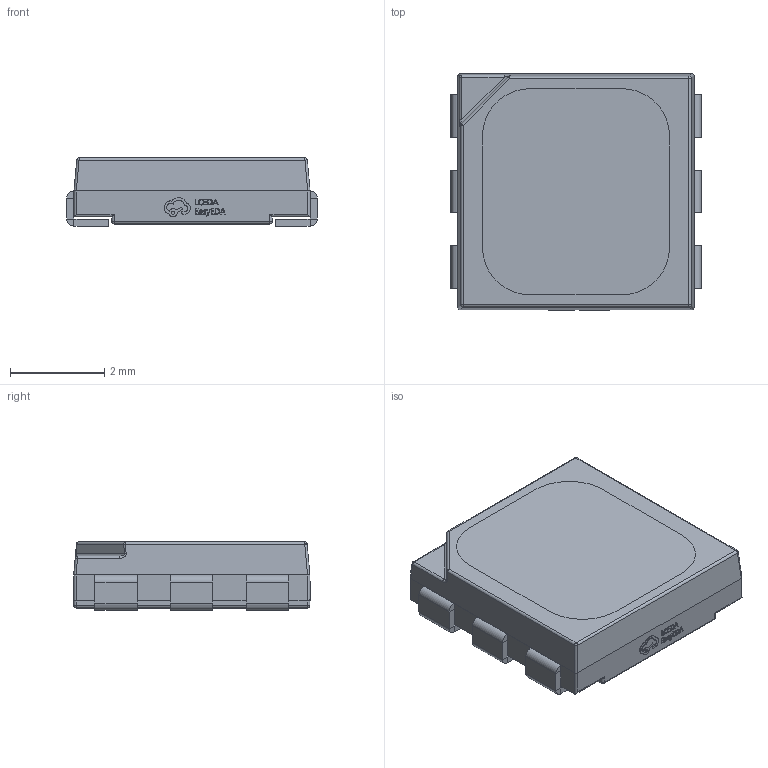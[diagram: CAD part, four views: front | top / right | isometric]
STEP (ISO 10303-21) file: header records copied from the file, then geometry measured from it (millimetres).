
FILE_DESCRIPTION (( 'STEP AP214' ), '1' );
FILE_NAME ('LED-ARRAY-SMD_6P-L5.0-W5.0-H1.4.step', '2022-07-08T11:23:59', ( '' ), ( '' ), 'SwSTEP 2.0', 'SolidWorks 2020', '' );
FILE_SCHEMA (( 'AUTOMOTIVE_DESIGN' ));
Length unit declared in the file: millimetre
Products named in the file (1): LED-ARRAY-SMD_6P-L5.0-W5.0-H1.4
Bounding box: 5.3 x 5.01 x 1.44 mm (x, y, z)
Volume: 33.4 mm3; surface area: 131.8 mm2
Topology: 2 solids, 2 shells, 468 faces, 1178 edges, 738 vertices
Faces by surface type: plane 287, bspline 115, cylinder 52, sphere 10, torus 4
Entity records: 19289 total; most frequent: CARTESIAN_POINT 4584, ORIENTED_EDGE 2348, DIRECTION 1727, EDGE_CURVE 1174, VECTOR 829, LINE 829, VERTEX_POINT 738, EDGE_LOOP 496
